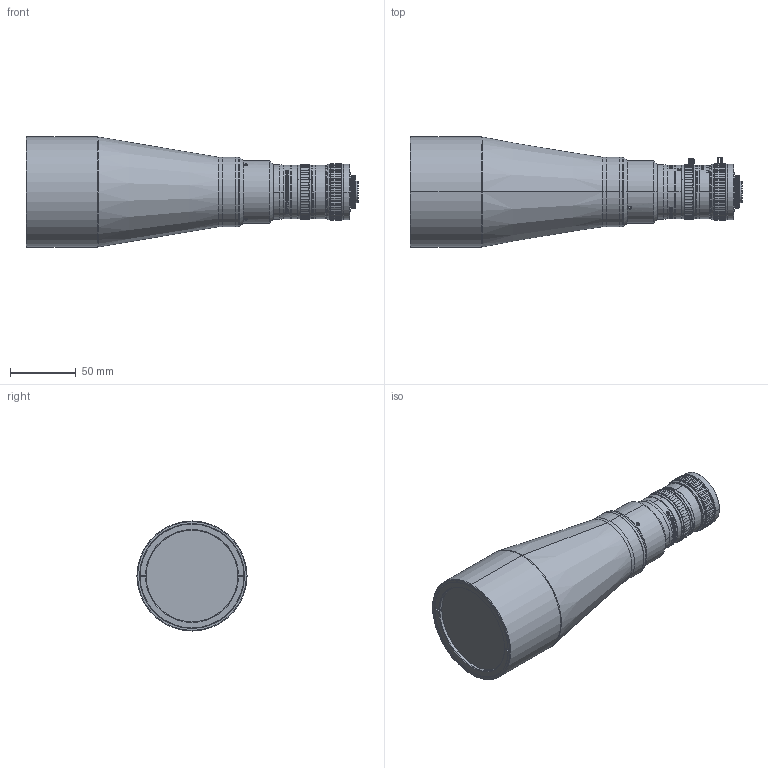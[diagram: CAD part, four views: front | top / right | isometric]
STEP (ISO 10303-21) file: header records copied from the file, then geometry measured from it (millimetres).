
FILE_DESCRIPTION (( 'STEP AP203' ), '1' );
FILE_NAME ('DP33011-A_HCBI012.step', '2023-08-10T06:36:48', ( '' ), ( '' ), 'SwSTEP 2.0', 'SolidWorks 2021', '' );
FILE_SCHEMA (( 'CONFIG_CONTROL_DESIGN' ));
Length unit declared in the file: millimetre
Products named in the file (1): DP33011-A_HCBI012
Bounding box: 253.38 x 84 x 84 mm (x, y, z)
Surface area: 61438.5 mm2 (no closed solid volume)
Topology: 0 solids, 77 shells, 566 faces, 3054 edges, 2499 vertices
Faces by surface type: cylinder 310, cone 145, plane 89, bspline 16, torus 4, sphere 2
Entity records: 38519 total; most frequent: CARTESIAN_POINT 16461, DIRECTION 4182, ORIENTED_EDGE 4120, EDGE_CURVE 3054, VERTEX_POINT 2499, AXIS2_PLACEMENT_3D 1690, CIRCLE 1139, B_SPLINE_CURVE_WITH_KNOTS 1113
